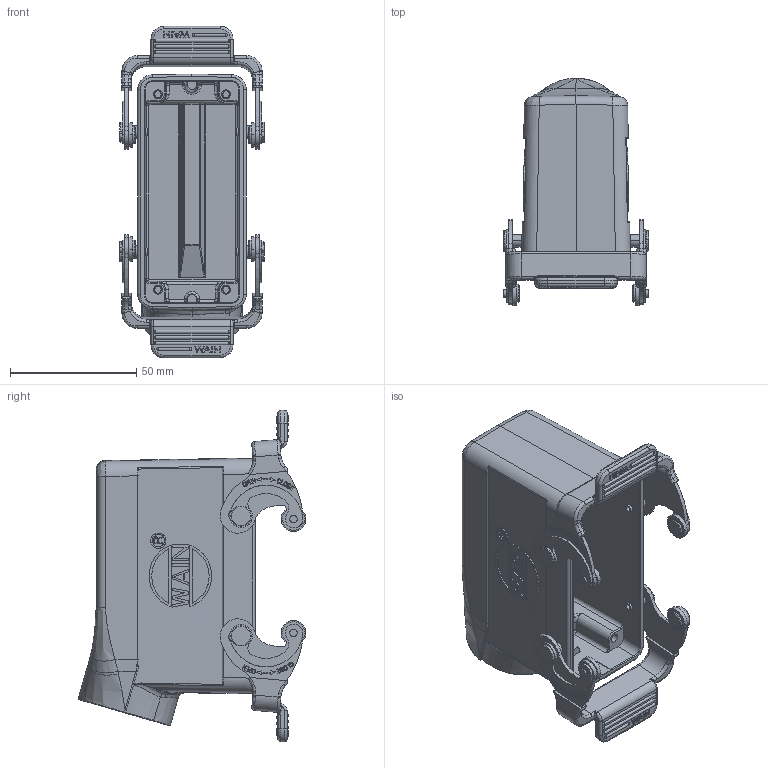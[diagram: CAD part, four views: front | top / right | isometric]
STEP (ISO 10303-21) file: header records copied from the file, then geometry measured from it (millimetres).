
FILE_DESCRIPTION(/* description */ (''),/* implementation_level */ '2;1');
FILE_NAME(/* name */ '3D_1240165411003_HV16B-SE-2L_SC-M25_V1.1.stp',/* time_stamp */ '2024-01-09T11:28:11+08:00',/* author */ (''),/* organization */ (''),/* preprocessor_version */ 'ST-DEVELOPER v18.1',/* originating_system */ 'SIEMENS PLM Software NX 1980',/* authorisation */ '');
FILE_SCHEMA (('AUTOMOTIVE_DESIGN { 1 0 10303 214 3 1 1 1 }'));
Products named in the file (1): 145928480B21yz47
Bounding box: 57.5 x 90.23 x 131.3 mm (x, y, z)
Volume: 83669.2 mm3; surface area: 53716 mm2
Topology: 3 solids, 4 shells, 1681 faces, 4523 edges, 2983 vertices
Faces by surface type: plane 824, cylinder 462, torus 113, extrusion 90, bspline 74, cone 70, sphere 46, revolution 2
Entity records: 59468 total; most frequent: CARTESIAN_POINT 18742, ORIENTED_EDGE 8948, DIRECTION 7662, EDGE_CURVE 4474, VERTEX_POINT 2982, AXIS2_PLACEMENT_3D 2691, VECTOR 2278, LINE 2188
